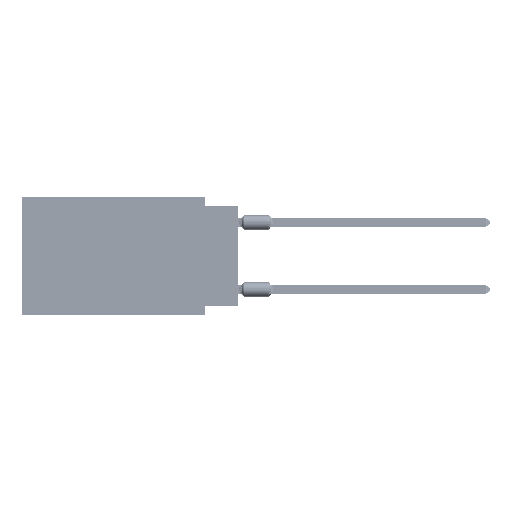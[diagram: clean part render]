
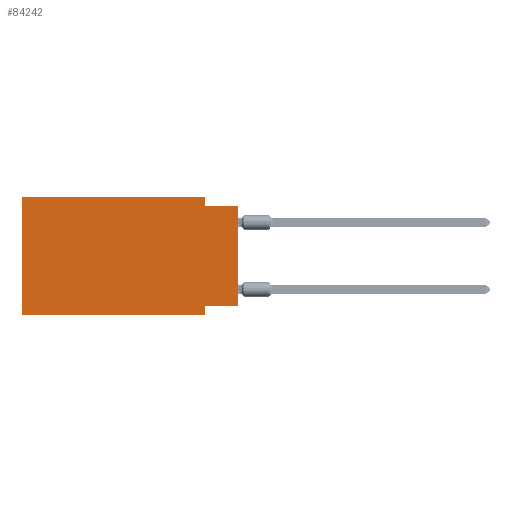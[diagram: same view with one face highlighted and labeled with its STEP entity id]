
A CAD part, left-side view. The second image highlights one B-rep face of the part: STEP entity #84242.
In plain terms, the highlighted planar face has unit normal (-1, 0, 0).
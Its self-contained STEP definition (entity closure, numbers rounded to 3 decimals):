
#40 = CARTESIAN_POINT ( 'NONE',  ( 0., 16.383, -8.89 ) ) ;
#70 = VECTOR ( 'NONE', #59179, 1000. ) ;
#2099 = PLANE ( 'NONE',  #21447 ) ;
#3121 = EDGE_CURVE ( 'NONE', #82260, #93118, #11075, .T. ) ;
#5443 = CARTESIAN_POINT ( 'NONE',  ( 0., 0., -0.635 ) ) ;
#6914 = LINE ( 'NONE', #5443, #65900 ) ;
#7171 = CARTESIAN_POINT ( 'NONE',  ( 0., 16.383, 0. ) ) ;
#7637 = LINE ( 'NONE', #8614, #19094 ) ;
#8614 = CARTESIAN_POINT ( 'NONE',  ( 0., 16.383, 0. ) ) ;
#10707 = VERTEX_POINT ( 'NONE', #91033 ) ;
#11047 = VECTOR ( 'NONE', #71905, 1000. ) ;
#11075 = LINE ( 'NONE', #48472, #11047 ) ;
#11099 = EDGE_CURVE ( 'NONE', #29363, #82260, #7637, .T. ) ;
#11648 = ORIENTED_EDGE ( 'NONE', *, *, #34774, .T. ) ;
#12119 = EDGE_CURVE ( 'NONE', #21069, #29363, #75003, .T. ) ;
#12857 = ORIENTED_EDGE ( 'NONE', *, *, #43073, .F. ) ;
#13121 = VECTOR ( 'NONE', #96821, 1000. ) ;
#15969 = CARTESIAN_POINT ( 'NONE',  ( 0., 2.54, -8.255 ) ) ;
#19094 = VECTOR ( 'NONE', #38518, 1000. ) ;
#21069 = VERTEX_POINT ( 'NONE', #40 ) ;
#21447 = AXIS2_PLACEMENT_3D ( 'NONE', #47480, #77908, #25537 ) ;
#24689 = VERTEX_POINT ( 'NONE', #15969 ) ;
#25537 = DIRECTION ( 'NONE',  ( 0., 0., -1. ) ) ;
#29363 = VERTEX_POINT ( 'NONE', #75363 ) ;
#32699 = LINE ( 'NONE', #47161, #62761 ) ;
#33380 = LINE ( 'NONE', #56813, #72624 ) ;
#34774 = EDGE_CURVE ( 'NONE', #39821, #10707, #32699, .T. ) ;
#36491 = LINE ( 'NONE', #74905, #13121 ) ;
#36865 = ORIENTED_EDGE ( 'NONE', *, *, #11099, .F. ) ;
#38518 = DIRECTION ( 'NONE',  ( 0., -1., 0. ) ) ;
#39108 = CARTESIAN_POINT ( 'NONE',  ( 0., 2.54, -8.89 ) ) ;
#39821 = VERTEX_POINT ( 'NONE', #92426 ) ;
#43073 = EDGE_CURVE ( 'NONE', #24689, #93540, #53189, .T. ) ;
#44950 = ORIENTED_EDGE ( 'NONE', *, *, #12119, .F. ) ;
#45200 = CARTESIAN_POINT ( 'NONE',  ( 0., 2.54, -8.89 ) ) ;
#45350 = EDGE_CURVE ( 'NONE', #21069, #93540, #33380, .T. ) ;
#47161 = CARTESIAN_POINT ( 'NONE',  ( 0., 0., 0. ) ) ;
#47480 = CARTESIAN_POINT ( 'NONE',  ( 0., 16.383, 0. ) ) ;
#48195 = CARTESIAN_POINT ( 'NONE',  ( 0., 2.54, -0.635 ) ) ;
#48472 = CARTESIAN_POINT ( 'NONE',  ( 0., 2.54, 0. ) ) ;
#53189 = LINE ( 'NONE', #45200, #70 ) ;
#53479 = EDGE_LOOP ( 'NONE', ( #11648, #96611, #96838, #36865, #44950, #57364, #12857, #58000 ) ) ;
#56813 = CARTESIAN_POINT ( 'NONE',  ( 0., 16.383, -8.89 ) ) ;
#57364 = ORIENTED_EDGE ( 'NONE', *, *, #45350, .T. ) ;
#58000 = ORIENTED_EDGE ( 'NONE', *, *, #79749, .F. ) ;
#58781 = DIRECTION ( 'NONE',  ( 0., -1., 0. ) ) ;
#59179 = DIRECTION ( 'NONE',  ( 0., 0., -1. ) ) ;
#62761 = VECTOR ( 'NONE', #92058, 1000. ) ;
#63427 = FACE_OUTER_BOUND ( 'NONE', #53479, .T. ) ;
#65900 = VECTOR ( 'NONE', #58781, 1000. ) ;
#71905 = DIRECTION ( 'NONE',  ( 0., 0., -1. ) ) ;
#72624 = VECTOR ( 'NONE', #87225, 1000. ) ;
#74905 = CARTESIAN_POINT ( 'NONE',  ( 0., 0., -8.255 ) ) ;
#75003 = LINE ( 'NONE', #7171, #89339 ) ;
#75363 = CARTESIAN_POINT ( 'NONE',  ( 0., 16.383, 0. ) ) ;
#77161 = EDGE_CURVE ( 'NONE', #93118, #10707, #6914, .T. ) ;
#77908 = DIRECTION ( 'NONE',  ( 1., 0., 0. ) ) ;
#79749 = EDGE_CURVE ( 'NONE', #39821, #24689, #36491, .T. ) ;
#81483 = DIRECTION ( 'NONE',  ( 0., 0., 1. ) ) ;
#82260 = VERTEX_POINT ( 'NONE', #85168 ) ;
#84242 = ADVANCED_FACE ( 'NONE', ( #63427 ), #2099, .F. ) ;
#85168 = CARTESIAN_POINT ( 'NONE',  ( 0., 2.54, 0. ) ) ;
#87225 = DIRECTION ( 'NONE',  ( 0., -1., 0. ) ) ;
#89339 = VECTOR ( 'NONE', #81483, 1000. ) ;
#91033 = CARTESIAN_POINT ( 'NONE',  ( 0., 0., -0.635 ) ) ;
#92058 = DIRECTION ( 'NONE',  ( 0., 0., 1. ) ) ;
#92426 = CARTESIAN_POINT ( 'NONE',  ( 0., 0., -8.255 ) ) ;
#93118 = VERTEX_POINT ( 'NONE', #48195 ) ;
#93540 = VERTEX_POINT ( 'NONE', #39108 ) ;
#96611 = ORIENTED_EDGE ( 'NONE', *, *, #77161, .F. ) ;
#96821 = DIRECTION ( 'NONE',  ( 0., 1., 0. ) ) ;
#96838 = ORIENTED_EDGE ( 'NONE', *, *, #3121, .F. ) ;
